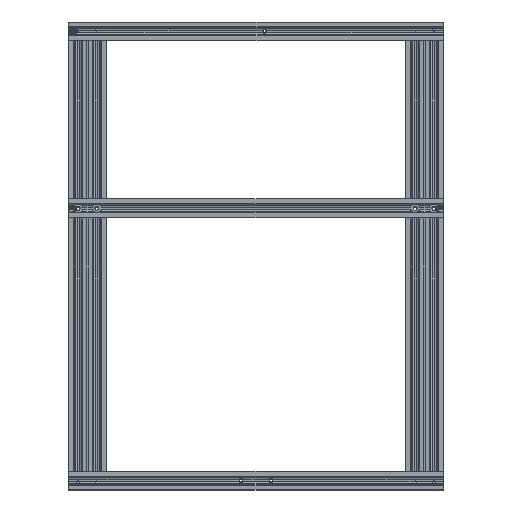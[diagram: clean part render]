
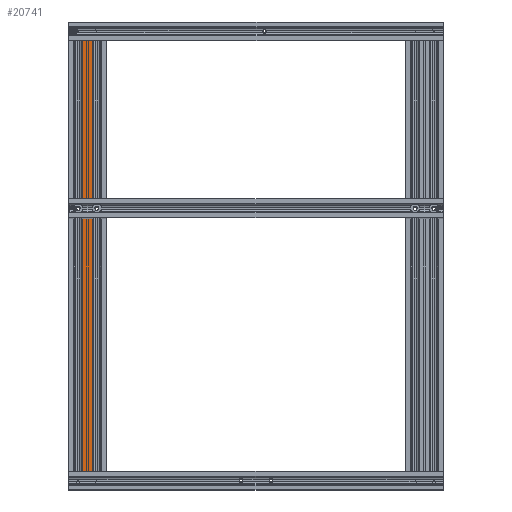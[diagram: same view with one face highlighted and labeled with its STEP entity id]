
A CAD part, top view. The second image highlights one B-rep face of the part: STEP entity #20741.
In plain terms, the highlighted planar face has unit normal (0, 0, 1).
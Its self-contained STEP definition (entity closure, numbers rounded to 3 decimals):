
#2362=FACE_OUTER_BOUND('',#3427,.T.);
#3427=EDGE_LOOP('',(#13585,#13586,#13587,#13588));
#4577=LINE('',#29469,#6292);
#4578=LINE('',#29471,#6293);
#4579=LINE('',#29473,#6294);
#4580=LINE('',#29474,#6295);
#6292=VECTOR('',#23804,1.);
#6293=VECTOR('',#23805,10.);
#6294=VECTOR('',#23806,1.);
#6295=VECTOR('',#23807,1.);
#8007=VERTEX_POINT('',#29467);
#8008=VERTEX_POINT('',#29468);
#8009=VERTEX_POINT('',#29470);
#8010=VERTEX_POINT('',#29472);
#10233=EDGE_CURVE('',#8007,#8008,#4577,.T.);
#10234=EDGE_CURVE('',#8009,#8008,#4578,.T.);
#10235=EDGE_CURVE('',#8010,#8009,#4579,.T.);
#10236=EDGE_CURVE('',#8007,#8010,#4580,.T.);
#13585=ORIENTED_EDGE('',*,*,#10233,.T.);
#13586=ORIENTED_EDGE('',*,*,#10234,.F.);
#13587=ORIENTED_EDGE('',*,*,#10235,.F.);
#13588=ORIENTED_EDGE('',*,*,#10236,.F.);
#20289=PLANE('',#21826);
#20741=ADVANCED_FACE('',(#2362),#20289,.F.);
#21826=AXIS2_PLACEMENT_3D('',#29466,#23802,#23803);
#23802=DIRECTION('center_axis',(0.,0.,-1.));
#23803=DIRECTION('ref_axis',(0.,1.,0.));
#23804=DIRECTION('',(0.,-1.,0.));
#23805=DIRECTION('',(-1.,0.,0.));
#23806=DIRECTION('',(0.,-1.,0.));
#23807=DIRECTION('',(1.,0.,0.));
#29466=CARTESIAN_POINT('Origin',(-185.386,69.33,-311.725));
#29467=CARTESIAN_POINT('',(-185.386,69.33,-311.725));
#29468=CARTESIAN_POINT('',(-185.386,-390.67,-311.725));
#29469=CARTESIAN_POINT('',(-185.386,69.33,-311.725));
#29470=CARTESIAN_POINT('',(-174.634,-390.67,-311.725));
#29471=CARTESIAN_POINT('',(-185.719,-390.67,-311.725));
#29472=CARTESIAN_POINT('',(-174.634,69.33,-311.725));
#29473=CARTESIAN_POINT('',(-174.634,69.33,-311.725));
#29474=CARTESIAN_POINT('',(-185.386,69.33,-311.725));
